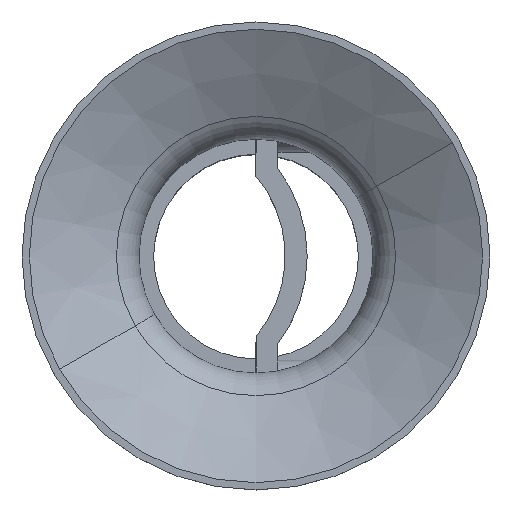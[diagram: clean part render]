
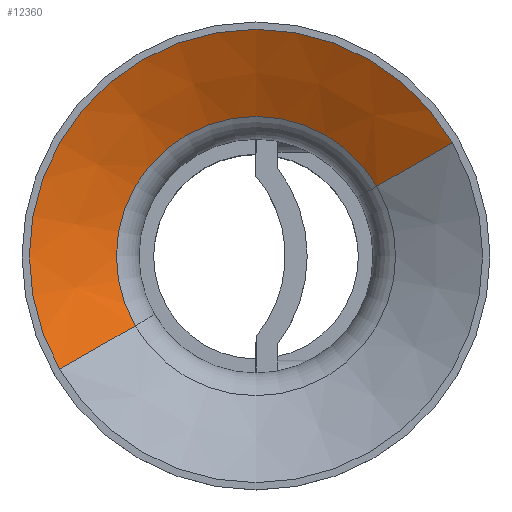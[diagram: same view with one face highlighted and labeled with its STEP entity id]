
A CAD part, top view. The second image highlights one B-rep face of the part: STEP entity #12360.
In plain terms, the highlighted conical face has half-angle 61.033 degrees and reference radius 15.5 mm.
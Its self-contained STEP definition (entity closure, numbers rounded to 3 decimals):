
#11730=CARTESIAN_POINT('',(142.434,122.245,
-5.005));
#11740=VERTEX_POINT('',#11730);
#11770=CARTESIAN_POINT('',(142.434,112.698,
-5.005));
#11780=DIRECTION('',(0.,0.,1.));
#11790=DIRECTION('',(0.,-1.,0.));
#11800=AXIS2_PLACEMENT_3D('',#11770,#11780,#11790);
#11810=CIRCLE('',#11800,9.547);
#11820=CARTESIAN_POINT('',(142.434,103.151,
-5.005));
#11830=VERTEX_POINT('',#11820);
#11840=EDGE_CURVE('',#11740,#11830,#11810,.T.);
#12050=CARTESIAN_POINT('',(142.434,112.698,-8.3));
#12060=DIRECTION('',(0.,0.,-1.));
#12070=DIRECTION('',(0.,-1.,0.));
#12080=AXIS2_PLACEMENT_3D('',#12050,#12060,#12070);
#12090=CONICAL_SURFACE('',#12080,15.5,1.065);
#12100=CARTESIAN_POINT('',(142.434,128.198,-8.3));
#12110=DIRECTION('',(0.,0.875,-0.484));
#12120=VECTOR('',#12110,17.716);
#12130=LINE('',#12100,#12120);
#12140=CARTESIAN_POINT('',(142.434,128.198,-8.3));
#12150=VERTEX_POINT('',#12140);
#12160=EDGE_CURVE('',#11740,#12150,#12130,.T.);
#12170=ORIENTED_EDGE('',*,*,#12160,.F.);
#12180=CARTESIAN_POINT('',(142.434,112.698,-8.3));
#12190=DIRECTION('',(0.,0.,1.));
#12200=DIRECTION('',(0.,-1.,0.));
#12210=AXIS2_PLACEMENT_3D('',#12180,#12190,#12200);
#12220=CIRCLE('',#12210,15.5);
#12230=CARTESIAN_POINT('',(142.434,97.198,-8.3));
#12240=VERTEX_POINT('',#12230);
#12250=EDGE_CURVE('',#12150,#12240,#12220,.T.);
#12260=ORIENTED_EDGE('',*,*,#12250,.F.);
#12270=CARTESIAN_POINT('',(142.434,97.198,-8.3));
#12280=DIRECTION('',(0.,-0.875,-0.484));
#12290=VECTOR('',#12280,17.716);
#12300=LINE('',#12270,#12290);
#12310=EDGE_CURVE('',#11830,#12240,#12300,.T.);
#12320=ORIENTED_EDGE('',*,*,#12310,.T.);
#12330=ORIENTED_EDGE('',*,*,#11840,.T.);
#12340=EDGE_LOOP('',(#12330,#12320,#12260,#12170));
#12350=FACE_OUTER_BOUND('',#12340,.T.);
#12360=ADVANCED_FACE('',(#12350),#12090,.F.);
